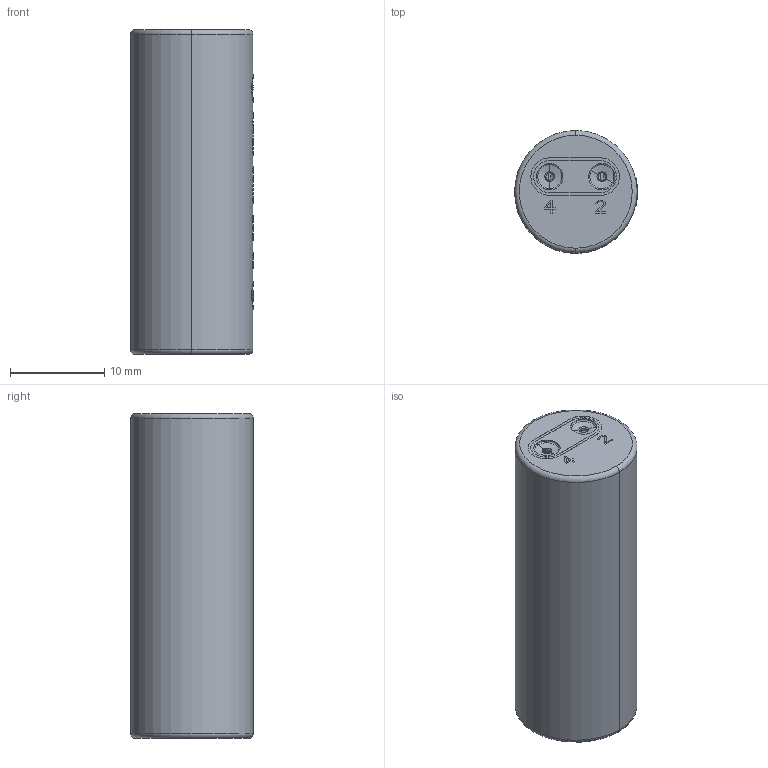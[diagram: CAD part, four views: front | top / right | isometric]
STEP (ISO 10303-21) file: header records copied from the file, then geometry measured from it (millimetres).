
FILE_DESCRIPTION((''),'2;1');
FILE_NAME('00111925202','2020-05-26T',('presta_be4'),(''),'CREO PARAMETRIC BY PTC INC, 2018360','CREO PARAMETRIC BY PTC INC, 2018360','');
FILE_SCHEMA(('CONFIG_CONTROL_DESIGN'));
Length unit declared in the file: millimetre
Products named in the file (1): 00111925202
Bounding box: 13.05 x 13 x 34.52 mm (x, y, z)
Volume: 4192.1 mm3; surface area: 3090.8 mm2
Topology: 1 solids, 1 shells, 1108 faces, 3022 edges, 1960 vertices
Faces by surface type: plane 767, cylinder 145, torus 92, cone 88, bspline 16
Entity records: 37354 total; most frequent: CARTESIAN_POINT 10302, ORIENTED_EDGE 6044, DIRECTION 5128, EDGE_CURVE 3022, VERTEX_POINT 1960, AXIS2_PLACEMENT_3D 1866, VECTOR 1396, LINE 1396
